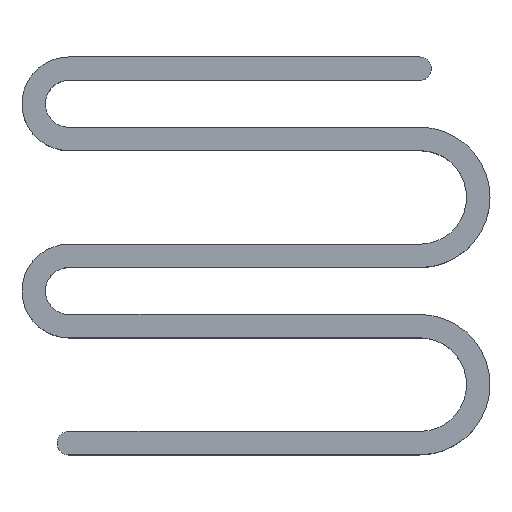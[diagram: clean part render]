
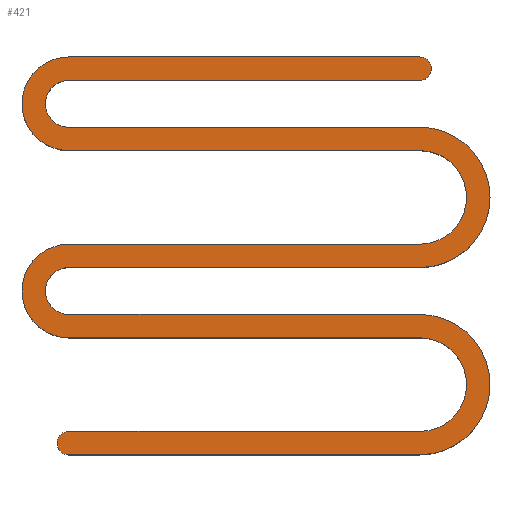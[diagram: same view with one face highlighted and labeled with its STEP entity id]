
A CAD part, top view. The second image highlights one B-rep face of the part: STEP entity #421.
In plain terms, the highlighted planar face has unit normal (0, 0, 1).
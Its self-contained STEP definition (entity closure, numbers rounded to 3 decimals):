
#16=CIRCLE('',#440,10.);
#18=CIRCLE('',#444,30.);
#20=CIRCLE('',#448,10.);
#22=CIRCLE('',#452,30.);
#24=CIRCLE('',#456,5.);
#26=CIRCLE('',#460,20.);
#28=CIRCLE('',#464,20.);
#30=CIRCLE('',#468,20.);
#32=CIRCLE('',#472,20.);
#34=CIRCLE('',#476,5.);
#65=FACE_OUTER_BOUND('',#87,.T.);
#87=EDGE_LOOP('',(#349,#350,#351,#352,#353,#354,#355,#356,#357,#358,#359,
#360,#361,#362,#363,#364,#365,#366,#367,#368));
#91=LINE('',#613,#131);
#95=LINE('',#625,#135);
#99=LINE('',#637,#139);
#103=LINE('',#649,#143);
#107=LINE('',#661,#147);
#111=LINE('',#673,#151);
#115=LINE('',#685,#155);
#119=LINE('',#697,#159);
#123=LINE('',#709,#163);
#127=LINE('',#721,#167);
#131=VECTOR('',#485,10.);
#135=VECTOR('',#497,10.);
#139=VECTOR('',#509,10.);
#143=VECTOR('',#521,10.);
#147=VECTOR('',#533,10.);
#151=VECTOR('',#545,10.);
#155=VECTOR('',#557,10.);
#159=VECTOR('',#569,10.);
#163=VECTOR('',#581,10.);
#167=VECTOR('',#593,10.);
#171=VERTEX_POINT('',#610);
#172=VERTEX_POINT('',#612);
#174=VERTEX_POINT('',#618);
#176=VERTEX_POINT('',#624);
#178=VERTEX_POINT('',#630);
#180=VERTEX_POINT('',#636);
#182=VERTEX_POINT('',#642);
#184=VERTEX_POINT('',#648);
#186=VERTEX_POINT('',#654);
#188=VERTEX_POINT('',#660);
#190=VERTEX_POINT('',#666);
#192=VERTEX_POINT('',#672);
#194=VERTEX_POINT('',#678);
#196=VERTEX_POINT('',#684);
#198=VERTEX_POINT('',#690);
#200=VERTEX_POINT('',#696);
#202=VERTEX_POINT('',#702);
#204=VERTEX_POINT('',#708);
#206=VERTEX_POINT('',#714);
#208=VERTEX_POINT('',#720);
#211=EDGE_CURVE('',#172,#171,#91,.T.);
#214=EDGE_CURVE('',#174,#172,#16,.T.);
#217=EDGE_CURVE('',#176,#174,#95,.T.);
#220=EDGE_CURVE('',#178,#176,#18,.T.);
#223=EDGE_CURVE('',#180,#178,#99,.T.);
#226=EDGE_CURVE('',#182,#180,#20,.T.);
#229=EDGE_CURVE('',#184,#182,#103,.T.);
#232=EDGE_CURVE('',#186,#184,#22,.T.);
#235=EDGE_CURVE('',#188,#186,#107,.T.);
#238=EDGE_CURVE('',#190,#188,#24,.T.);
#241=EDGE_CURVE('',#192,#190,#111,.T.);
#244=EDGE_CURVE('',#194,#192,#26,.T.);
#247=EDGE_CURVE('',#196,#194,#115,.T.);
#250=EDGE_CURVE('',#198,#196,#28,.T.);
#253=EDGE_CURVE('',#200,#198,#119,.T.);
#256=EDGE_CURVE('',#202,#200,#30,.T.);
#259=EDGE_CURVE('',#204,#202,#123,.T.);
#262=EDGE_CURVE('',#206,#204,#32,.T.);
#265=EDGE_CURVE('',#208,#206,#127,.T.);
#268=EDGE_CURVE('',#171,#208,#34,.T.);
#349=ORIENTED_EDGE('',*,*,#268,.T.);
#350=ORIENTED_EDGE('',*,*,#265,.T.);
#351=ORIENTED_EDGE('',*,*,#262,.T.);
#352=ORIENTED_EDGE('',*,*,#259,.T.);
#353=ORIENTED_EDGE('',*,*,#256,.T.);
#354=ORIENTED_EDGE('',*,*,#253,.T.);
#355=ORIENTED_EDGE('',*,*,#250,.T.);
#356=ORIENTED_EDGE('',*,*,#247,.T.);
#357=ORIENTED_EDGE('',*,*,#244,.T.);
#358=ORIENTED_EDGE('',*,*,#241,.T.);
#359=ORIENTED_EDGE('',*,*,#238,.T.);
#360=ORIENTED_EDGE('',*,*,#235,.T.);
#361=ORIENTED_EDGE('',*,*,#232,.T.);
#362=ORIENTED_EDGE('',*,*,#229,.T.);
#363=ORIENTED_EDGE('',*,*,#226,.T.);
#364=ORIENTED_EDGE('',*,*,#223,.T.);
#365=ORIENTED_EDGE('',*,*,#220,.T.);
#366=ORIENTED_EDGE('',*,*,#217,.T.);
#367=ORIENTED_EDGE('',*,*,#214,.T.);
#368=ORIENTED_EDGE('',*,*,#211,.T.);
#399=PLANE('',#477);
#421=ADVANCED_FACE('',(#65),#399,.T.);
#440=AXIS2_PLACEMENT_3D('',#619,#491,#492);
#444=AXIS2_PLACEMENT_3D('',#631,#503,#504);
#448=AXIS2_PLACEMENT_3D('',#643,#515,#516);
#452=AXIS2_PLACEMENT_3D('',#655,#527,#528);
#456=AXIS2_PLACEMENT_3D('',#667,#539,#540);
#460=AXIS2_PLACEMENT_3D('',#679,#551,#552);
#464=AXIS2_PLACEMENT_3D('',#691,#563,#564);
#468=AXIS2_PLACEMENT_3D('',#703,#575,#576);
#472=AXIS2_PLACEMENT_3D('',#715,#587,#588);
#476=AXIS2_PLACEMENT_3D('',#725,#599,#600);
#477=AXIS2_PLACEMENT_3D('',#726,#601,#602);
#485=DIRECTION('',(1.,0.,0.));
#491=DIRECTION('center_axis',(0.,0.,-1.));
#492=DIRECTION('ref_axis',(0.,1.,0.));
#497=DIRECTION('',(-1.,0.,0.));
#503=DIRECTION('center_axis',(0.,0.,1.));
#504=DIRECTION('ref_axis',(0.,-1.,0.));
#509=DIRECTION('',(1.,0.,0.));
#515=DIRECTION('center_axis',(0.,0.,-1.));
#516=DIRECTION('ref_axis',(0.,1.,0.));
#521=DIRECTION('',(-1.,0.,0.));
#527=DIRECTION('center_axis',(0.,0.,1.));
#528=DIRECTION('ref_axis',(0.,-1.,0.));
#533=DIRECTION('',(1.,0.,0.));
#539=DIRECTION('center_axis',(0.,0.,1.));
#540=DIRECTION('ref_axis',(0.,1.,0.));
#545=DIRECTION('',(-1.,0.,0.));
#551=DIRECTION('center_axis',(0.,0.,-1.));
#552=DIRECTION('ref_axis',(0.,-1.,0.));
#557=DIRECTION('',(1.,0.,0.));
#563=DIRECTION('center_axis',(0.,0.,1.));
#564=DIRECTION('ref_axis',(0.,1.,0.));
#569=DIRECTION('',(-1.,0.,0.));
#575=DIRECTION('center_axis',(0.,0.,-1.));
#576=DIRECTION('ref_axis',(0.,-1.,0.));
#581=DIRECTION('',(1.,0.,0.));
#587=DIRECTION('center_axis',(0.,0.,1.));
#588=DIRECTION('ref_axis',(0.,1.,0.));
#593=DIRECTION('',(-1.,0.,0.));
#599=DIRECTION('center_axis',(0.,0.,1.));
#600=DIRECTION('ref_axis',(0.,-1.,0.));
#601=DIRECTION('center_axis',(0.,0.,1.));
#602=DIRECTION('ref_axis',(1.,0.,0.));
#610=CARTESIAN_POINT('',(75.,70.,50.));
#612=CARTESIAN_POINT('',(-75.,70.,50.));
#613=CARTESIAN_POINT('',(75.,70.,50.));
#618=CARTESIAN_POINT('',(-75.,50.,50.));
#619=CARTESIAN_POINT('Origin',(-75.,60.,50.));
#624=CARTESIAN_POINT('',(75.,50.,50.));
#625=CARTESIAN_POINT('',(-75.,50.,50.));
#630=CARTESIAN_POINT('',(75.,-10.,50.));
#631=CARTESIAN_POINT('Origin',(75.,20.,50.));
#636=CARTESIAN_POINT('',(-75.,-10.,50.));
#637=CARTESIAN_POINT('',(75.,-10.,50.));
#642=CARTESIAN_POINT('',(-75.,-30.,50.));
#643=CARTESIAN_POINT('Origin',(-75.,-20.,50.));
#648=CARTESIAN_POINT('',(75.,-30.,50.));
#649=CARTESIAN_POINT('',(-75.,-30.,50.));
#654=CARTESIAN_POINT('',(75.,-90.,50.));
#655=CARTESIAN_POINT('Origin',(75.,-60.,50.));
#660=CARTESIAN_POINT('',(-75.,-90.,50.));
#661=CARTESIAN_POINT('',(75.,-90.,50.));
#666=CARTESIAN_POINT('',(-75.,-80.,50.));
#667=CARTESIAN_POINT('Origin',(-75.,-85.,50.));
#672=CARTESIAN_POINT('',(75.,-80.,50.));
#673=CARTESIAN_POINT('',(-75.,-80.,50.));
#678=CARTESIAN_POINT('',(75.,-40.,50.));
#679=CARTESIAN_POINT('Origin',(75.,-60.,50.));
#684=CARTESIAN_POINT('',(-75.,-40.,50.));
#685=CARTESIAN_POINT('',(-75.,-40.,50.));
#690=CARTESIAN_POINT('',(-75.,0.,50.));
#691=CARTESIAN_POINT('Origin',(-75.,-20.,50.));
#696=CARTESIAN_POINT('',(75.,0.,50.));
#697=CARTESIAN_POINT('',(-75.,0.,50.));
#702=CARTESIAN_POINT('',(75.,40.,50.));
#703=CARTESIAN_POINT('Origin',(75.,20.,50.));
#708=CARTESIAN_POINT('',(-75.,40.,50.));
#709=CARTESIAN_POINT('',(-75.,40.,50.));
#714=CARTESIAN_POINT('',(-75.,80.,50.));
#715=CARTESIAN_POINT('Origin',(-75.,60.,50.));
#720=CARTESIAN_POINT('',(75.,80.,50.));
#721=CARTESIAN_POINT('',(75.,80.,50.));
#725=CARTESIAN_POINT('Origin',(75.,75.,50.));
#726=CARTESIAN_POINT('Origin',(5.,-5.,50.));
